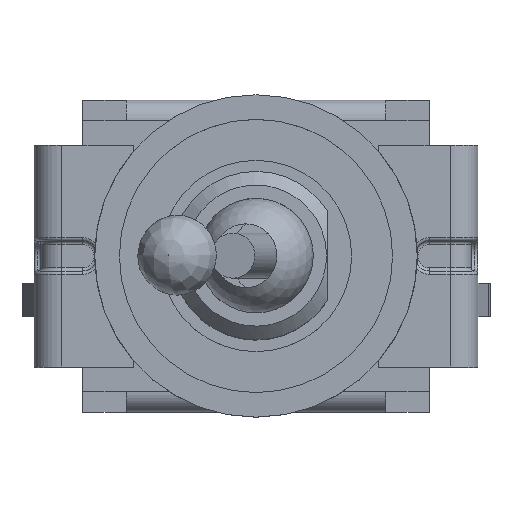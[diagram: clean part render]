
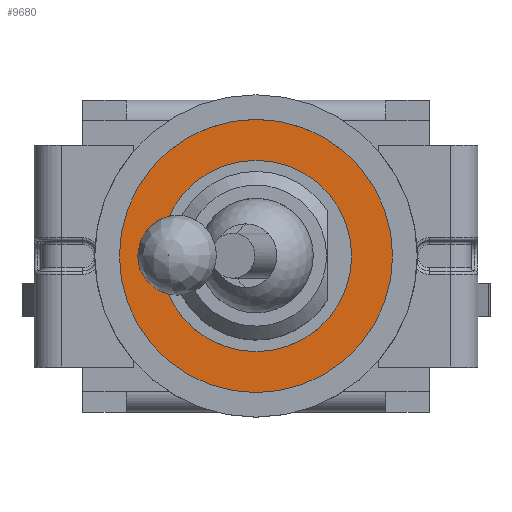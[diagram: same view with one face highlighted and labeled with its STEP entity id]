
A CAD part, top view. The second image highlights one B-rep face of the part: STEP entity #9680.
In plain terms, the highlighted planar face has unit normal (0, 0, 1).
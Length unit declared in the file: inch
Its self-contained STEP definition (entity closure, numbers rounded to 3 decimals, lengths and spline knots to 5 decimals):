
#95=FACE_BOUND('',#1215,.T.);
#325=CIRCLE('',#10296,0.19705);
#326=CIRCLE('',#10297,0.13799);
#637=FACE_OUTER_BOUND('',#1214,.T.);
#1214=EDGE_LOOP('',(#6394));
#1215=EDGE_LOOP('',(#6395));
#3999=VERTEX_POINT('',#14258);
#4000=VERTEX_POINT('',#14260);
#4919=EDGE_CURVE('',#3999,#3999,#325,.T.);
#4920=EDGE_CURVE('',#4000,#4000,#326,.T.);
#6394=ORIENTED_EDGE('',*,*,#4919,.T.);
#6395=ORIENTED_EDGE('',*,*,#4920,.F.);
#9312=PLANE('',#10295);
#9680=ADVANCED_FACE('',(#637,#95),#9312,.F.);
#10295=AXIS2_PLACEMENT_3D('',#14257,#11274,#11275);
#10296=AXIS2_PLACEMENT_3D('',#14259,#11276,#11277);
#10297=AXIS2_PLACEMENT_3D('',#14261,#11278,#11279);
#11274=DIRECTION('center_axis',(0.,0.,
-1.));
#11275=DIRECTION('ref_axis',(1.,0.,0.));
#11276=DIRECTION('center_axis',(0.,0.,
1.));
#11277=DIRECTION('ref_axis',(1.,0.,0.));
#11278=DIRECTION('center_axis',(0.,0.,
1.));
#11279=DIRECTION('ref_axis',(1.,0.,0.));
#14257=CARTESIAN_POINT('Origin',(0.,0.,
0.39921));
#14258=CARTESIAN_POINT('',(-0.19705,0.,0.39921));
#14259=CARTESIAN_POINT('Origin',(0.,0.,
0.39921));
#14260=CARTESIAN_POINT('',(-0.13799,0.,0.39921));
#14261=CARTESIAN_POINT('Origin',(0.,0.,
0.39921));
